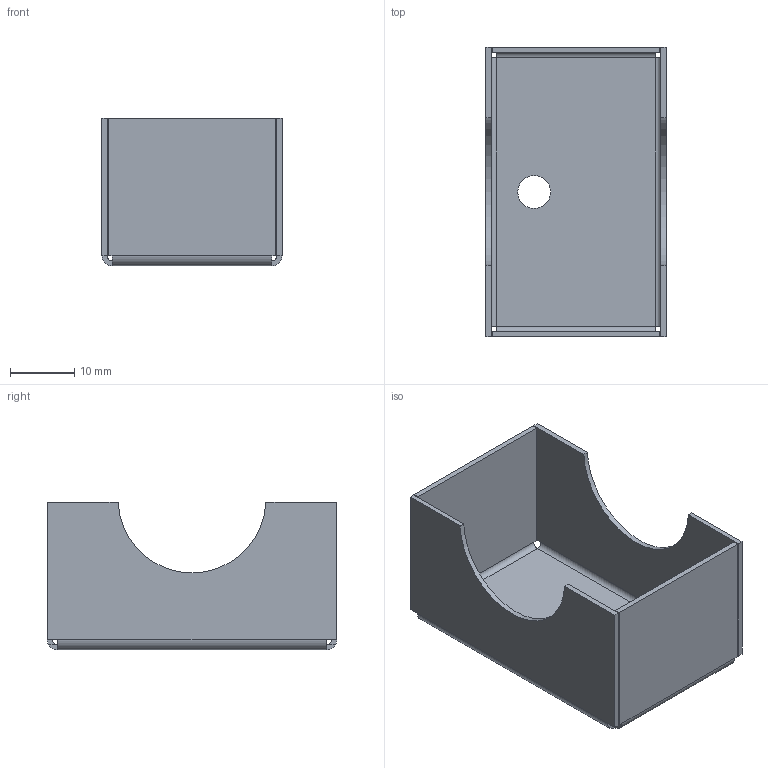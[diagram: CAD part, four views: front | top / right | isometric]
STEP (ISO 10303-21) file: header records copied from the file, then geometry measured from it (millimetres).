
FILE_DESCRIPTION(/* description */ (''),/* implementation_level */ '2;1');
FILE_NAME(/* name */ 'chariot_base_carter1.stp',/* time_stamp */ '2021-03-29T18:14:41+02:00',/* author */ ('Utilisateur'),/* organization */ (''),/* preprocessor_version */ 'ST-DEVELOPER v16.5',/* originating_system */ 'Autodesk Inventor 2017',/* authorisation */ '');
FILE_SCHEMA (('AUTOMOTIVE_DESIGN { 1 0 10303 214 3 1 1 }'));
Length unit declared in the file: millimetre
Products named in the file (1): chariot_base_carter1
Bounding box: 28 x 45 x 23 mm (x, y, z)
Volume: 3130.1 mm3; surface area: 8127.1 mm2
Topology: 1 solids, 1 shells, 55 faces, 123 edges, 70 vertices
Faces by surface type: plane 44, cylinder 11
Full cylindrical faces by diameter (mm): 5.1 x1
Entity records: 1504 total; most frequent: DIRECTION 260, CARTESIAN_POINT 248, ORIENTED_EDGE 244, EDGE_CURVE 122, LINE 96, VECTOR 96, AXIS2_PLACEMENT_3D 82, VERTEX_POINT 70
